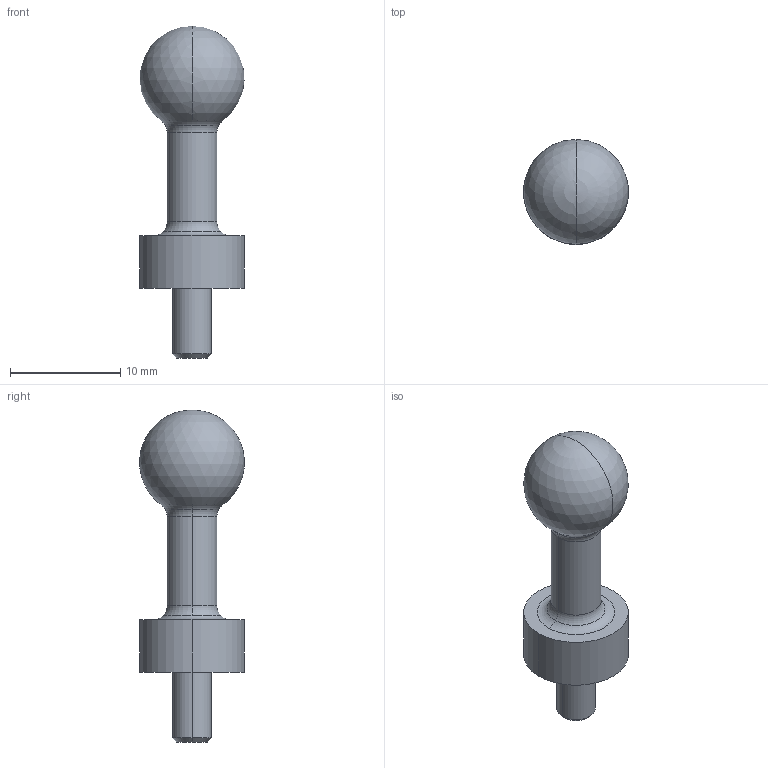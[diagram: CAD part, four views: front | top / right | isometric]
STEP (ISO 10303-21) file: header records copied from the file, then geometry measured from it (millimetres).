
FILE_DESCRIPTION((''),'2;1');
FILE_NAME('KNOB__CONTROL_2_ASSY_SLDPRT_','2016-12-07T',('cxl300'),(''),'PRO/ENGINEER BY PARAMETRIC TECHNOLOGY CORPORATION, 2013230','PRO/ENGINEER BY PARAMETRIC TECHNOLOGY CORPORATION, 2013230','');
FILE_SCHEMA(('CONFIG_CONTROL_DESIGN','GEOMETRIC_VALIDATION_PROPERTIES_MIM'));
Length unit declared in the file: millimetre
Products named in the file (1): KNOB__CONTROL_2_ASSY_SLDPRT_
Bounding box: 9.53 x 9.53 x 30.16 mm (x, y, z)
Volume: 1015.8 mm3; surface area: 739 mm2
Topology: 1 solids, 1 shells, 21 faces, 44 edges, 25 vertices
Faces by surface type: torus 8, cylinder 6, plane 3, sphere 2, cone 2
Entity records: 645 total; most frequent: DIRECTION 118, CARTESIAN_POINT 90, ORIENTED_EDGE 84, AXIS2_PLACEMENT_3D 55, EDGE_CURVE 42, CIRCLE 34, VERTEX_POINT 25, EDGE_LOOP 23
